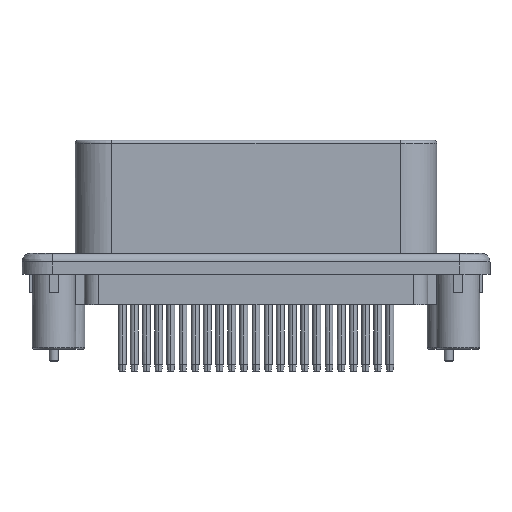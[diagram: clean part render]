
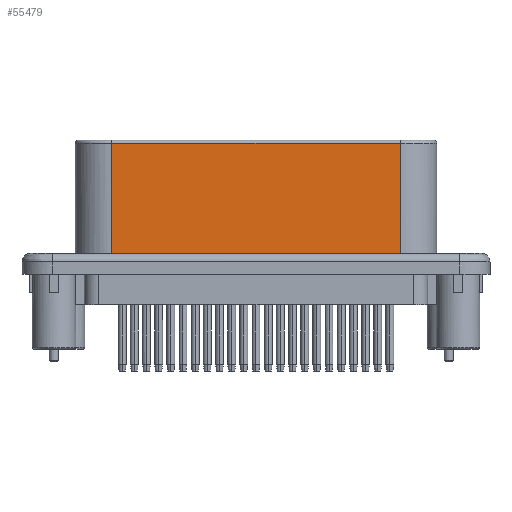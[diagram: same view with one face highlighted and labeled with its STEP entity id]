
A CAD part, top view. The second image highlights one B-rep face of the part: STEP entity #55479.
In plain terms, the highlighted planar face has unit normal (0, 0, 1).
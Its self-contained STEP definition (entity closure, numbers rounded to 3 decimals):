
#53951=CARTESIAN_POINT('',(23.7,2.5,-4.25));
#53952=VERTEX_POINT('',#53951);
#53992=CARTESIAN_POINT('',(-23.7,2.5,-4.25));
#53993=VERTEX_POINT('',#53992);
#54012=CARTESIAN_POINT('',(-23.7,2.5,-4.25));
#54013=CARTESIAN_POINT('',(-14.22,2.5,-4.25));
#54014=CARTESIAN_POINT('',(-4.74,2.5,-4.25));
#54015=CARTESIAN_POINT('',(4.74,2.5,-4.25));
#54016=CARTESIAN_POINT('',(14.22,2.5,-4.25));
#54017=CARTESIAN_POINT('',(23.7,2.5,-4.25));
#54018=B_SPLINE_CURVE_WITH_KNOTS('',5,(#54012,#54013,#54014,#54015,#54016,#54017),.UNSPECIFIED.,.F.,.U.,(6,6),(0.,47.4),.UNSPECIFIED.);
#54019=EDGE_CURVE('',#53993,#53952,#54018,.T.);
#55123=CARTESIAN_POINT('',(-23.7,21.5,-4.25));
#55124=VERTEX_POINT('',#55123);
#55171=CARTESIAN_POINT('',(23.7,21.5,-4.25));
#55172=VERTEX_POINT('',#55171);
#55193=CARTESIAN_POINT('',(23.7,21.5,-4.25));
#55194=CARTESIAN_POINT('',(14.22,21.5,-4.25));
#55195=CARTESIAN_POINT('',(4.74,21.5,-4.25));
#55196=CARTESIAN_POINT('',(-4.74,21.5,-4.25));
#55197=CARTESIAN_POINT('',(-14.22,21.5,-4.25));
#55198=CARTESIAN_POINT('',(-23.7,21.5,-4.25));
#55199=B_SPLINE_CURVE_WITH_KNOTS('',5,(#55193,#55194,#55195,#55196,#55197,#55198),.UNSPECIFIED.,.F.,.U.,(6,6),(0.,47.4),.UNSPECIFIED.);
#55200=EDGE_CURVE('',#55172,#55124,#55199,.T.);
#55447=CARTESIAN_POINT('',(23.7,21.5,-4.25));
#55448=CARTESIAN_POINT('',(23.7,17.7,-4.25));
#55449=CARTESIAN_POINT('',(23.7,13.9,-4.25));
#55450=CARTESIAN_POINT('',(23.7,10.1,-4.25));
#55451=CARTESIAN_POINT('',(23.7,6.3,-4.25));
#55452=CARTESIAN_POINT('',(23.7,2.5,-4.25));
#55453=B_SPLINE_CURVE_WITH_KNOTS('',5,(#55447,#55448,#55449,#55450,#55451,#55452),.UNSPECIFIED.,.F.,.U.,(6,6),(0.,19.),.UNSPECIFIED.);
#55454=EDGE_CURVE('',#55172,#53952,#55453,.T.);
#55460=CARTESIAN_POINT('',(0.,12.,-4.25));
#55461=DIRECTION('',(-1.,0.,0.));
#55462=DIRECTION('',(0.,0.,-1.));
#55463=AXIS2_PLACEMENT_3D('',#55460,#55462,#55461);
#55464=PLANE('',#55463);
#55465=ORIENTED_EDGE('',*,*,#54019,.F.);
#55466=CARTESIAN_POINT('',(-23.7,21.5,-4.25));
#55467=CARTESIAN_POINT('',(-23.7,17.7,-4.25));
#55468=CARTESIAN_POINT('',(-23.7,13.9,-4.25));
#55469=CARTESIAN_POINT('',(-23.7,10.1,-4.25));
#55470=CARTESIAN_POINT('',(-23.7,6.3,-4.25));
#55471=CARTESIAN_POINT('',(-23.7,2.5,-4.25));
#55472=B_SPLINE_CURVE_WITH_KNOTS('',5,(#55466,#55467,#55468,#55469,#55470,#55471),.UNSPECIFIED.,.F.,.U.,(6,6),(0.,19.),.UNSPECIFIED.);
#55473=EDGE_CURVE('',#55124,#53993,#55472,.T.);
#55474=ORIENTED_EDGE('',*,*,#55473,.F.);
#55475=ORIENTED_EDGE('',*,*,#55200,.F.);
#55476=ORIENTED_EDGE('',*,*,#55454,.T.);
#55477=EDGE_LOOP('',(#55465,#55474,#55475,#55476));
#55478=FACE_OUTER_BOUND('',#55477,.F.);
#55479=ADVANCED_FACE('',(#55478),#55464,.F.);
